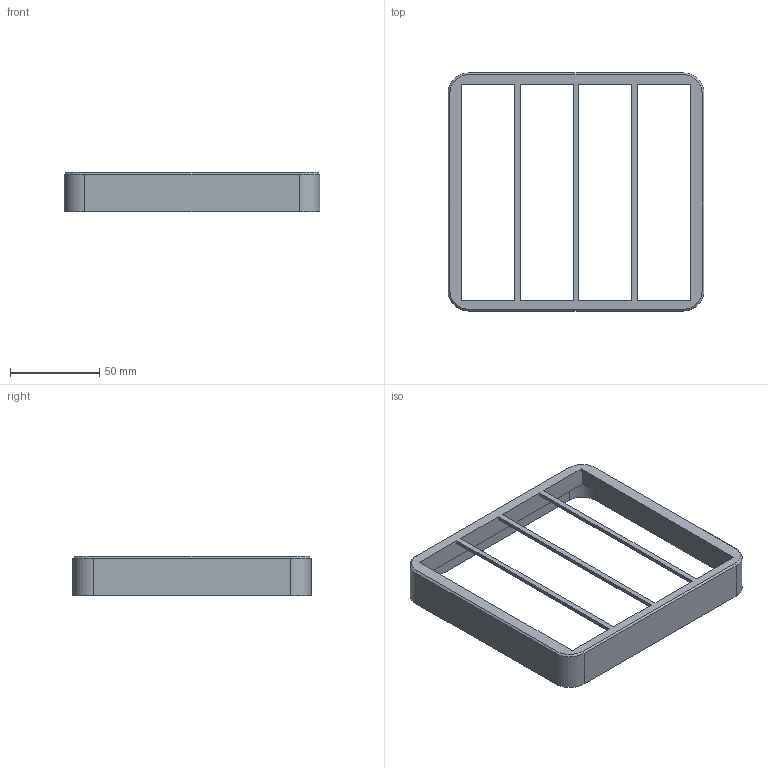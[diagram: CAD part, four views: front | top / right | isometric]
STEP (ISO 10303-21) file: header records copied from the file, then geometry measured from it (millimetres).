
FILE_DESCRIPTION(('FreeCAD Model'),'2;1');
FILE_NAME('Open CASCADE Shape Model','2023-11-25T15:46:35',(''),(''), 'Open CASCADE STEP processor 7.6','FreeCAD','Unknown');
FILE_SCHEMA(('AUTOMOTIVE_DESIGN { 1 0 10303 214 1 1 1 1 }'));
Length unit declared in the file: millimetre
Products named in the file (1): FilterHolder
Bounding box: 143.2 x 133.2 x 22 mm (x, y, z)
Volume: 45538.5 mm3; surface area: 33235.5 mm2
Topology: 1 solids, 1 shells, 44 faces, 124 edges, 80 vertices
Faces by surface type: plane 32, cylinder 8, cone 4
Entity records: 3066 total; most frequent: CARTESIAN_POINT 521, DIRECTION 478, LINE 336, VECTOR 336, ORIENTED_EDGE 248, PCURVE 248, DEFINITIONAL_REPRESENTATION 248, EDGE_CURVE 124
